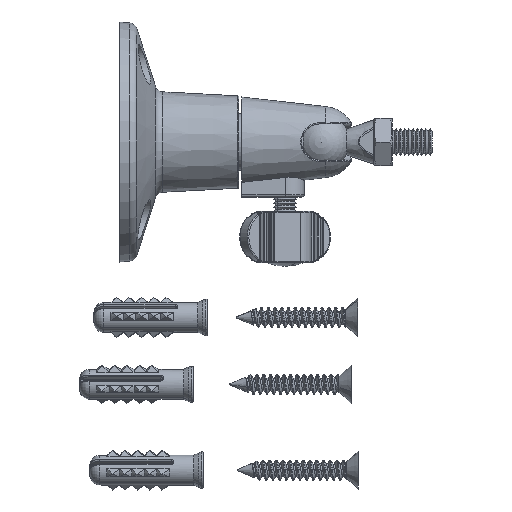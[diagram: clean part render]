
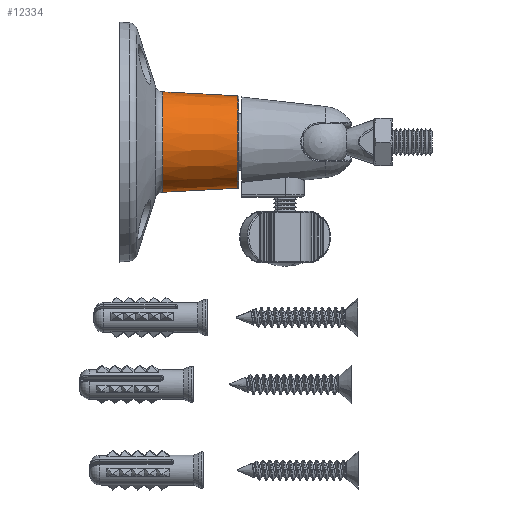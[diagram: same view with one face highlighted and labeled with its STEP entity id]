
A CAD part, front view. The second image highlights one B-rep face of the part: STEP entity #12334.
In plain terms, the highlighted conical face has half-angle 3.057 degrees and reference radius 9.678 mm.
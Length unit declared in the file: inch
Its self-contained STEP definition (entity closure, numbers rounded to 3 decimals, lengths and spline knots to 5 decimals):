
#584 = VERTEX_POINT ( 'NONE', #20283 ) ;
#1555 = CARTESIAN_POINT ( 'NONE',  ( 0.97053, 0., -0.38101 ) ) ;
#2171 = CONICAL_SURFACE ( 'NONE', #37981, 0.38101, 0.053 ) ;
#2515 = CARTESIAN_POINT ( 'NONE',  ( 0.97053, 0., 0.38101 ) ) ;
#5245 = DIRECTION ( 'NONE',  ( 0., 0., 1. ) ) ;
#5668 = AXIS2_PLACEMENT_3D ( 'NONE', #7075, #27732, #20773 ) ;
#7075 = CARTESIAN_POINT ( 'NONE',  ( 0.97053, 0., 0. ) ) ;
#7267 = EDGE_CURVE ( 'NONE', #9625, #584, #39626, .T. ) ;
#7615 = CARTESIAN_POINT ( 'NONE',  ( 0.35409, 0., -0.41393 ) ) ;
#9444 = EDGE_CURVE ( 'NONE', #17824, #584, #26685, .T. ) ;
#9555 = EDGE_LOOP ( 'NONE', ( #16277, #29108, #11975, #28137 ) ) ;
#9625 = VERTEX_POINT ( 'NONE', #2515 ) ;
#10567 = DIRECTION ( 'NONE',  ( 0., 0., 1. ) ) ;
#10570 = DIRECTION ( 'NONE',  ( -0.999, 0., -0.053 ) ) ;
#11014 = CARTESIAN_POINT ( 'NONE',  ( 0.97053, 0., -0.38101 ) ) ;
#11975 = ORIENTED_EDGE ( 'NONE', *, *, #7267, .T. ) ;
#12086 = CIRCLE ( 'NONE', #5668, 0.38101 ) ;
#12334 = ADVANCED_FACE ( 'NONE', ( #28586 ), #2171, .T. ) ;
#16277 = ORIENTED_EDGE ( 'NONE', *, *, #44306, .F. ) ;
#17824 = VERTEX_POINT ( 'NONE', #7615 ) ;
#19868 = DIRECTION ( 'NONE',  ( -0.999, 0., 0.053 ) ) ;
#20283 = CARTESIAN_POINT ( 'NONE',  ( 0.35409, 0., 0.41393 ) ) ;
#20773 = DIRECTION ( 'NONE',  ( 0., 0., 1. ) ) ;
#23864 = DIRECTION ( 'NONE',  ( -1., 0., 0. ) ) ;
#24529 = AXIS2_PLACEMENT_3D ( 'NONE', #37739, #23864, #10567 ) ;
#26168 = EDGE_CURVE ( 'NONE', #26633, #9625, #12086, .T. ) ;
#26633 = VERTEX_POINT ( 'NONE', #1555 ) ;
#26685 = CIRCLE ( 'NONE', #24529, 0.41393 ) ;
#27732 = DIRECTION ( 'NONE',  ( -1., 0., 0. ) ) ;
#28086 = LINE ( 'NONE', #11014, #41242 ) ;
#28137 = ORIENTED_EDGE ( 'NONE', *, *, #9444, .F. ) ;
#28586 = FACE_OUTER_BOUND ( 'NONE', #9555, .T. ) ;
#29108 = ORIENTED_EDGE ( 'NONE', *, *, #26168, .T. ) ;
#29750 = VECTOR ( 'NONE', #19868, 39.37008 ) ;
#35997 = DIRECTION ( 'NONE',  ( -1., 0., 0. ) ) ;
#37739 = CARTESIAN_POINT ( 'NONE',  ( 0.35409, 0., 0. ) ) ;
#37802 = CARTESIAN_POINT ( 'NONE',  ( 0.97053, 0., 0. ) ) ;
#37981 = AXIS2_PLACEMENT_3D ( 'NONE', #37802, #35997, #5245 ) ;
#39626 = LINE ( 'NONE', #43424, #29750 ) ;
#41242 = VECTOR ( 'NONE', #10570, 39.37008 ) ;
#43424 = CARTESIAN_POINT ( 'NONE',  ( 0.97053, 0., 0.38101 ) ) ;
#44306 = EDGE_CURVE ( 'NONE', #26633, #17824, #28086, .T. ) ;
